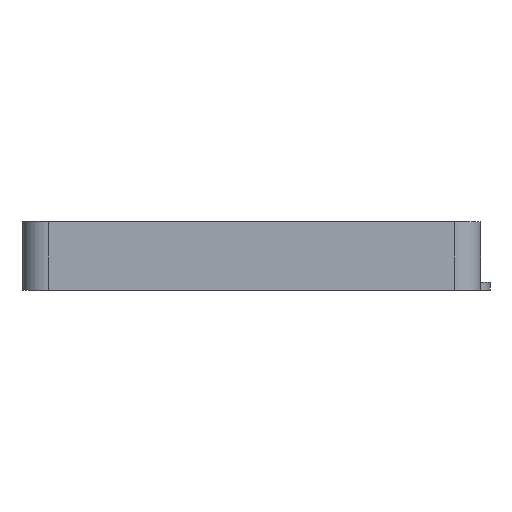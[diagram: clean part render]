
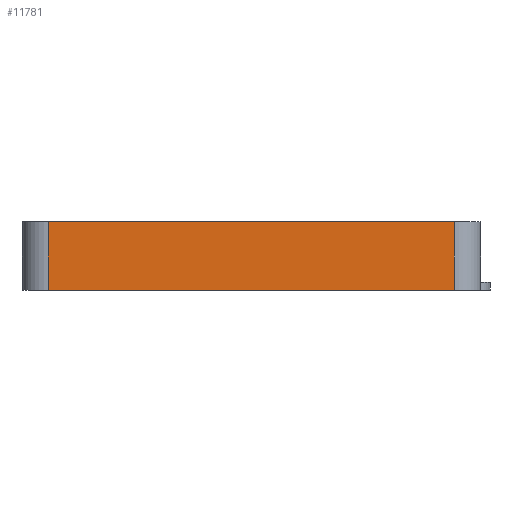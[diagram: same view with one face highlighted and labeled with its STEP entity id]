
A CAD part, left-side view. The second image highlights one B-rep face of the part: STEP entity #11781.
In plain terms, the highlighted planar face has unit normal (-1, 0, 0).
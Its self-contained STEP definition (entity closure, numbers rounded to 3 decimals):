
#768=PLANE('',#12352);
#1370=FACE_OUTER_BOUND('',#2157,.T.);
#2157=EDGE_LOOP('',(#10775,#10776,#10777,#10778));
#3075=LINE('',#22604,#4000);
#3077=LINE('',#22610,#4002);
#3078=LINE('',#22612,#4003);
#3079=LINE('',#22613,#4004);
#4000=VECTOR('',#14313,10.);
#4002=VECTOR('',#14319,10.);
#4003=VECTOR('',#14320,10.);
#4004=VECTOR('',#14321,10.);
#5711=VERTEX_POINT('',#22601);
#5712=VERTEX_POINT('',#22603);
#5714=VERTEX_POINT('',#22609);
#5715=VERTEX_POINT('',#22611);
#7406=EDGE_CURVE('',#5711,#5712,#3075,.T.);
#7409=EDGE_CURVE('',#5714,#5711,#3077,.T.);
#7410=EDGE_CURVE('',#5715,#5714,#3078,.T.);
#7411=EDGE_CURVE('',#5712,#5715,#3079,.T.);
#10775=ORIENTED_EDGE('',*,*,#7406,.F.);
#10776=ORIENTED_EDGE('',*,*,#7409,.F.);
#10777=ORIENTED_EDGE('',*,*,#7410,.F.);
#10778=ORIENTED_EDGE('',*,*,#7411,.F.);
#11781=ADVANCED_FACE('',(#1370),#768,.T.);
#12352=AXIS2_PLACEMENT_3D('',#22608,#14317,#14318);
#14313=DIRECTION('',(0.,0.,-1.));
#14317=DIRECTION('center_axis',(-1.,0.,0.));
#14318=DIRECTION('ref_axis',(0.,-1.,0.));
#14319=DIRECTION('',(0.,-1.,0.));
#14320=DIRECTION('',(0.,0.,1.));
#14321=DIRECTION('',(0.,1.,0.));
#22601=CARTESIAN_POINT('',(-54.121,-37.164,13.));
#22603=CARTESIAN_POINT('',(-54.121,-37.164,0.));
#22604=CARTESIAN_POINT('',(-54.121,-37.164,0.));
#22608=CARTESIAN_POINT('Origin',(-54.121,45.142,0.));
#22609=CARTESIAN_POINT('',(-54.121,40.142,13.));
#22610=CARTESIAN_POINT('',(-54.121,-42.164,13.));
#22611=CARTESIAN_POINT('',(-54.121,40.142,0.));
#22612=CARTESIAN_POINT('',(-54.121,40.142,0.));
#22613=CARTESIAN_POINT('',(-54.121,-42.164,0.));
